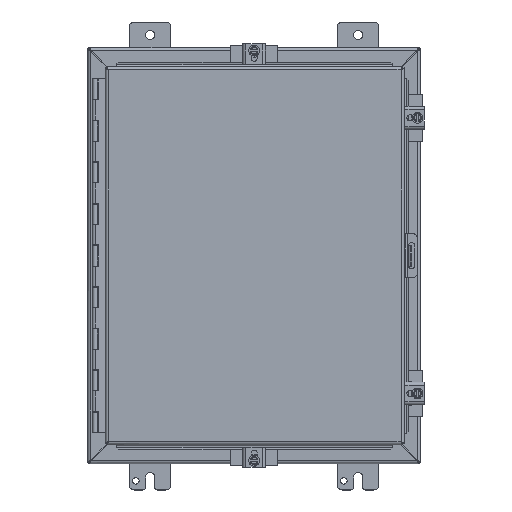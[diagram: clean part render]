
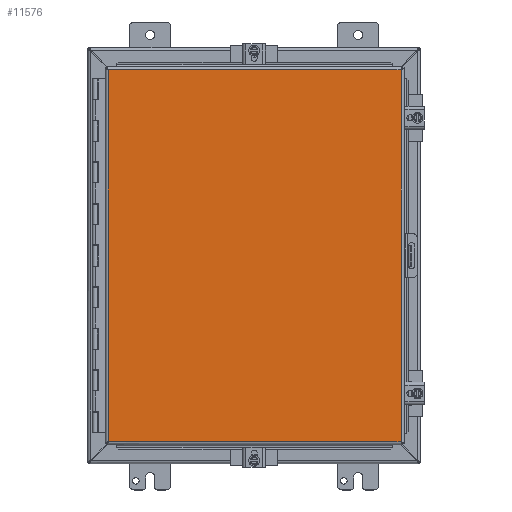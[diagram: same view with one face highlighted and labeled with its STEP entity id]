
A CAD part, top view. The second image highlights one B-rep face of the part: STEP entity #11576.
In plain terms, the highlighted face is planar.
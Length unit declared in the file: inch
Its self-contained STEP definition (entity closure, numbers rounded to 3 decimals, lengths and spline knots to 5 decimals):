
#1232=PLANE('',#12296);
#1893=LINE('',#19434,#2922);
#1899=LINE('',#19555,#2928);
#1909=LINE('',#19708,#2938);
#1912=LINE('',#19741,#2941);
#2922=VECTOR('',#14122,14.0695);
#2928=VECTOR('',#14136,14.0695);
#2938=VECTOR('',#14158,17.882);
#2941=VECTOR('',#14167,17.882);
#3862=FACE_OUTER_BOUND('',#4536,.T.);
#4536=EDGE_LOOP('',(#9453,#9454,#9455,#9456));
#5666=VERTEX_POINT('',#19425);
#5667=VERTEX_POINT('',#19433);
#5670=VERTEX_POINT('',#19503);
#5671=VERTEX_POINT('',#19547);
#7006=EDGE_CURVE('',#5667,#5666,#1893,.T.);
#7019=EDGE_CURVE('',#5670,#5671,#1899,.T.);
#7036=EDGE_CURVE('',#5666,#5670,#1909,.T.);
#7040=EDGE_CURVE('',#5671,#5667,#1912,.T.);
#9453=ORIENTED_EDGE('',*,*,#7036,.T.);
#9454=ORIENTED_EDGE('',*,*,#7019,.T.);
#9455=ORIENTED_EDGE('',*,*,#7040,.T.);
#9456=ORIENTED_EDGE('',*,*,#7006,.T.);
#11576=ADVANCED_FACE('',(#3862),#1232,.F.);
#12296=AXIS2_PLACEMENT_3D('',#19821,#14181,#14182);
#14122=DIRECTION('',(-1.,0.,0.));
#14136=DIRECTION('',(1.,0.,0.));
#14158=DIRECTION('',(0.,1.,0.));
#14167=DIRECTION('',(0.,-1.,0.));
#14181=DIRECTION('center_axis',(0.,0.,1.));
#14182=DIRECTION('ref_axis',(1.,0.,0.));
#19425=CARTESIAN_POINT('',(-7.03475,-8.941,0.));
#19433=CARTESIAN_POINT('',(7.03475,-8.941,0.));
#19434=CARTESIAN_POINT('',(3.51738,-8.941,0.));
#19503=CARTESIAN_POINT('',(-7.03475,8.941,0.));
#19547=CARTESIAN_POINT('',(7.03475,8.941,0.));
#19555=CARTESIAN_POINT('',(-3.59375,8.941,0.));
#19708=CARTESIAN_POINT('',(-7.03475,-4.4705,0.));
#19741=CARTESIAN_POINT('',(7.03475,4.4705,0.));
#19821=CARTESIAN_POINT('Origin',(0.,0.,
0.));
